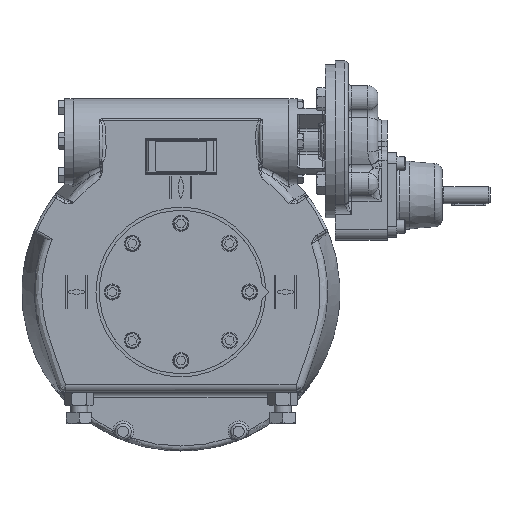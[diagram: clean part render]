
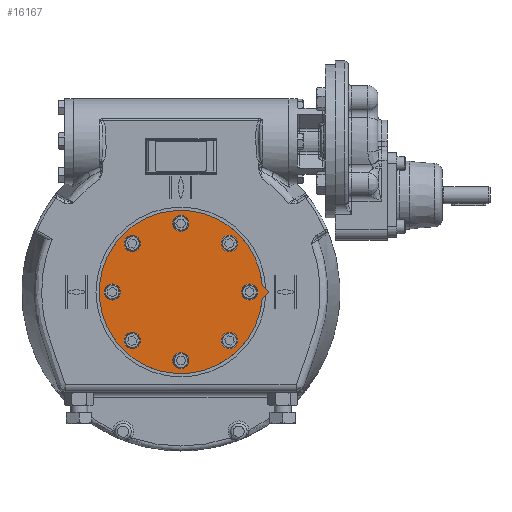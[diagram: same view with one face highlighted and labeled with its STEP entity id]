
A CAD part, top view. The second image highlights one B-rep face of the part: STEP entity #16167.
In plain terms, the highlighted planar face has unit normal (0, 0, 1).
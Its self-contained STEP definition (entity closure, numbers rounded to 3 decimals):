
#1840=CIRCLE('',#20072,96.25);
#1849=CIRCLE('',#20085,6.5);
#1850=CIRCLE('',#20086,6.5);
#1851=CIRCLE('',#20087,6.5);
#1852=CIRCLE('',#20088,6.5);
#1853=CIRCLE('',#20089,6.5);
#1854=CIRCLE('',#20090,6.5);
#1855=CIRCLE('',#20091,6.5);
#1856=CIRCLE('',#20092,6.5);
#5393=ORIENTED_EDGE('',*,*,#8448,.F.);
#5394=ORIENTED_EDGE('',*,*,#8449,.F.);
#5395=ORIENTED_EDGE('',*,*,#8450,.F.);
#5396=ORIENTED_EDGE('',*,*,#8451,.F.);
#5397=ORIENTED_EDGE('',*,*,#8452,.F.);
#5398=ORIENTED_EDGE('',*,*,#8453,.F.);
#5399=ORIENTED_EDGE('',*,*,#8454,.F.);
#5400=ORIENTED_EDGE('',*,*,#8455,.F.);
#5401=ORIENTED_EDGE('',*,*,#8433,.T.);
#5402=ORIENTED_EDGE('',*,*,#8437,.T.);
#5403=ORIENTED_EDGE('',*,*,#8439,.T.);
#8433=EDGE_CURVE('',#10347,#10346,#1840,.T.);
#8437=EDGE_CURVE('',#10346,#10349,#11422,.T.);
#8439=EDGE_CURVE('',#10349,#10347,#11424,.T.);
#8448=EDGE_CURVE('',#10358,#10358,#1849,.T.);
#8449=EDGE_CURVE('',#10359,#10359,#1850,.T.);
#8450=EDGE_CURVE('',#10360,#10360,#1851,.T.);
#8451=EDGE_CURVE('',#10361,#10361,#1852,.T.);
#8452=EDGE_CURVE('',#10362,#10362,#1853,.T.);
#8453=EDGE_CURVE('',#10363,#10363,#1854,.T.);
#8454=EDGE_CURVE('',#10364,#10364,#1855,.T.);
#8455=EDGE_CURVE('',#10365,#10365,#1856,.T.);
#10346=VERTEX_POINT('',#40560);
#10347=VERTEX_POINT('',#40562);
#10349=VERTEX_POINT('',#40568);
#10358=VERTEX_POINT('',#40592);
#10359=VERTEX_POINT('',#40594);
#10360=VERTEX_POINT('',#40596);
#10361=VERTEX_POINT('',#40598);
#10362=VERTEX_POINT('',#40600);
#10363=VERTEX_POINT('',#40602);
#10364=VERTEX_POINT('',#40604);
#10365=VERTEX_POINT('',#40606);
#11422=LINE('',#40569,#12308);
#11424=LINE('',#40572,#12310);
#12308=VECTOR('',#23622,1000.);
#12310=VECTOR('',#23626,1000.);
#13461=EDGE_LOOP('',(#5393));
#13462=EDGE_LOOP('',(#5394));
#13463=EDGE_LOOP('',(#5395));
#13464=EDGE_LOOP('',(#5396));
#13465=EDGE_LOOP('',(#5397));
#13466=EDGE_LOOP('',(#5398));
#13467=EDGE_LOOP('',(#5399));
#13468=EDGE_LOOP('',(#5400));
#13469=EDGE_LOOP('',(#5401,#5402,#5403));
#14711=FACE_BOUND('',#13461,.T.);
#14712=FACE_BOUND('',#13462,.T.);
#14713=FACE_BOUND('',#13463,.T.);
#14714=FACE_BOUND('',#13464,.T.);
#14715=FACE_BOUND('',#13465,.T.);
#14716=FACE_BOUND('',#13466,.T.);
#14717=FACE_BOUND('',#13467,.T.);
#14718=FACE_BOUND('',#13468,.T.);
#14719=FACE_BOUND('',#13469,.T.);
#15303=PLANE('',#20084);
#16167=ADVANCED_FACE('',(#14711,#14712,#14713,#14714,#14715,#14716,#14717,
#14718,#14719),#15303,.T.);
#20072=AXIS2_PLACEMENT_3D('',#40561,#23615,#23616);
#20084=AXIS2_PLACEMENT_3D('',#40590,#23645,#23646);
#20085=AXIS2_PLACEMENT_3D('',#40591,#23647,#23648);
#20086=AXIS2_PLACEMENT_3D('',#40593,#23649,#23650);
#20087=AXIS2_PLACEMENT_3D('',#40595,#23651,#23652);
#20088=AXIS2_PLACEMENT_3D('',#40597,#23653,#23654);
#20089=AXIS2_PLACEMENT_3D('',#40599,#23655,#23656);
#20090=AXIS2_PLACEMENT_3D('',#40601,#23657,#23658);
#20091=AXIS2_PLACEMENT_3D('',#40603,#23659,#23660);
#20092=AXIS2_PLACEMENT_3D('',#40605,#23661,#23662);
#23615=DIRECTION('',(0.,0.,1.));
#23616=DIRECTION('',(1.,0.,0.));
#23622=DIRECTION('',(0.707,0.707,0.));
#23626=DIRECTION('',(-0.707,0.707,0.));
#23645=DIRECTION('',(0.,0.,1.));
#23646=DIRECTION('',(1.,0.,0.));
#23647=DIRECTION('',(0.,0.,1.));
#23648=DIRECTION('',(0.707,0.707,0.));
#23649=DIRECTION('',(0.,0.,1.));
#23650=DIRECTION('',(0.,1.,0.));
#23651=DIRECTION('',(0.,0.,1.));
#23652=DIRECTION('',(-0.707,0.707,0.));
#23653=DIRECTION('',(0.,0.,1.));
#23654=DIRECTION('',(-1.,0.,0.));
#23655=DIRECTION('',(0.,0.,1.));
#23656=DIRECTION('',(-0.707,-0.707,0.));
#23657=DIRECTION('',(0.,0.,1.));
#23658=DIRECTION('',(0.,-1.,0.));
#23659=DIRECTION('',(0.,0.,1.));
#23660=DIRECTION('',(0.707,-0.707,0.));
#23661=DIRECTION('',(0.,0.,1.));
#23662=DIRECTION('',(1.,0.,0.));
#40560=CARTESIAN_POINT('',(95.932,-7.818,54.15));
#40561=CARTESIAN_POINT('',(0.,0.,54.15));
#40562=CARTESIAN_POINT('',(95.932,7.818,54.15));
#40568=CARTESIAN_POINT('',(103.75,0.,54.15));
#40569=CARTESIAN_POINT('',(95.932,-7.818,54.15));
#40572=CARTESIAN_POINT('',(103.75,0.,54.15));
#40590=CARTESIAN_POINT('',(0.,0.,54.15));
#40591=CARTESIAN_POINT('',(-57.276,57.276,54.15));
#40592=CARTESIAN_POINT('',(-52.679,61.872,54.15));
#40593=CARTESIAN_POINT('',(-81.,0.,54.15));
#40594=CARTESIAN_POINT('',(-81.,6.5,54.15));
#40595=CARTESIAN_POINT('',(-57.276,-57.276,54.15));
#40596=CARTESIAN_POINT('',(-61.872,-52.679,54.15));
#40597=CARTESIAN_POINT('',(0.,-81.,54.15));
#40598=CARTESIAN_POINT('',(-6.5,-81.,54.15));
#40599=CARTESIAN_POINT('',(57.276,-57.276,54.15));
#40600=CARTESIAN_POINT('',(52.679,-61.872,54.15));
#40601=CARTESIAN_POINT('',(81.,0.,54.15));
#40602=CARTESIAN_POINT('',(81.,-6.5,54.15));
#40603=CARTESIAN_POINT('',(57.276,57.276,54.15));
#40604=CARTESIAN_POINT('',(61.872,52.679,54.15));
#40605=CARTESIAN_POINT('',(0.,81.,54.15));
#40606=CARTESIAN_POINT('',(6.5,81.,54.15));
